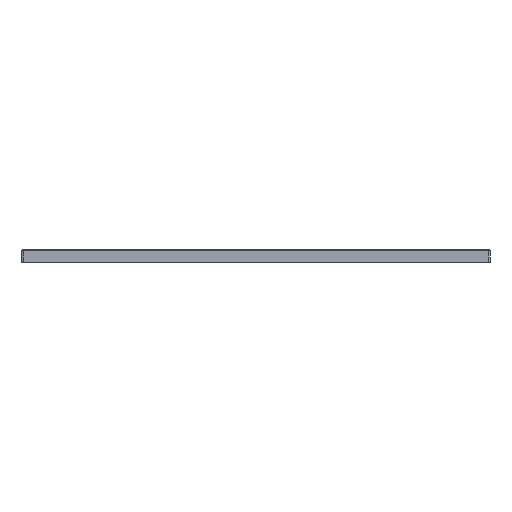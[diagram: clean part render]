
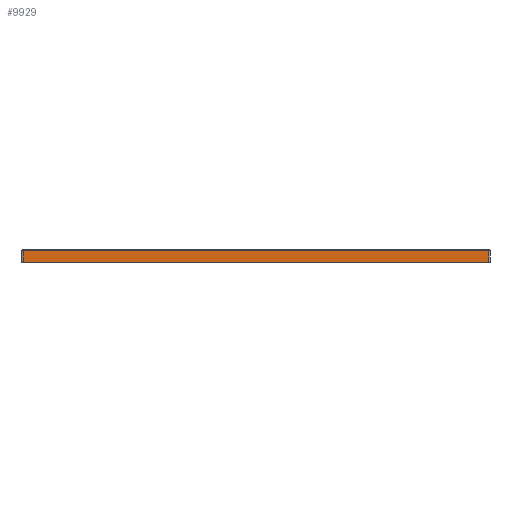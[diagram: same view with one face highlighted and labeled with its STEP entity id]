
A CAD part, front view. The second image highlights one B-rep face of the part: STEP entity #9929.
In plain terms, the highlighted planar face has unit normal (0, -1, 0).
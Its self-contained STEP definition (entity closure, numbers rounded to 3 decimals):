
#298 = EDGE_CURVE ( 'NONE', #3575, #9867, #10302, .T. ) ;
#912 = CARTESIAN_POINT ( 'NONE',  ( 127.5, -191.7, 4.6 ) ) ;
#1554 = DIRECTION ( 'NONE',  ( 0., 1., 0. ) ) ;
#2275 = ORIENTED_EDGE ( 'NONE', *, *, #5074, .T. ) ;
#2549 = PLANE ( 'NONE',  #8323 ) ;
#3217 = CARTESIAN_POINT ( 'NONE',  ( -54.5, -191.7, 4.6 ) ) ;
#3575 = VERTEX_POINT ( 'NONE', #912 ) ;
#3622 = EDGE_LOOP ( 'NONE', ( #12155, #4335, #2275, #7869 ) ) ;
#4283 = DIRECTION ( 'NONE',  ( 0., 0., 1. ) ) ;
#4335 = ORIENTED_EDGE ( 'NONE', *, *, #9665, .T. ) ;
#5074 = EDGE_CURVE ( 'NONE', #7683, #5840, #6376, .T. ) ;
#5270 = CARTESIAN_POINT ( 'NONE',  ( -54.9, -191.7, 4.6 ) ) ;
#5526 = DIRECTION ( 'NONE',  ( 0., 0., 1. ) ) ;
#5840 = VERTEX_POINT ( 'NONE', #11834 ) ;
#6376 = LINE ( 'NONE', #10675, #8182 ) ;
#6577 = CARTESIAN_POINT ( 'NONE',  ( -54.9, -191.7, 5. ) ) ;
#6805 = VECTOR ( 'NONE', #9125, 1000. ) ;
#7175 = EDGE_CURVE ( 'NONE', #5840, #3575, #12508, .T. ) ;
#7567 = FACE_OUTER_BOUND ( 'NONE', #3622, .T. ) ;
#7683 = VERTEX_POINT ( 'NONE', #9072 ) ;
#7748 = LINE ( 'NONE', #11811, #6805 ) ;
#7763 = VECTOR ( 'NONE', #4283, 1000. ) ;
#7869 = ORIENTED_EDGE ( 'NONE', *, *, #7175, .T. ) ;
#8182 = VECTOR ( 'NONE', #11680, 1000. ) ;
#8323 = AXIS2_PLACEMENT_3D ( 'NONE', #6577, #1554, #5526 ) ;
#9072 = CARTESIAN_POINT ( 'NONE',  ( -54.5, -191.7, 0. ) ) ;
#9125 = DIRECTION ( 'NONE',  ( 0., 0., -1. ) ) ;
#9385 = CARTESIAN_POINT ( 'NONE',  ( 127.5, -191.7, 5. ) ) ;
#9665 = EDGE_CURVE ( 'NONE', #9867, #7683, #7748, .T. ) ;
#9867 = VERTEX_POINT ( 'NONE', #3217 ) ;
#9929 = ADVANCED_FACE ( 'NONE', ( #7567 ), #2549, .F. ) ;
#10302 = LINE ( 'NONE', #5270, #11551 ) ;
#10675 = CARTESIAN_POINT ( 'NONE',  ( -54.9, -191.7, 0. ) ) ;
#11375 = DIRECTION ( 'NONE',  ( -1., 0., 0. ) ) ;
#11551 = VECTOR ( 'NONE', #11375, 1000. ) ;
#11680 = DIRECTION ( 'NONE',  ( 1., 0., 0. ) ) ;
#11811 = CARTESIAN_POINT ( 'NONE',  ( -54.5, -191.7, 5. ) ) ;
#11834 = CARTESIAN_POINT ( 'NONE',  ( 127.5, -191.7, 0. ) ) ;
#12155 = ORIENTED_EDGE ( 'NONE', *, *, #298, .T. ) ;
#12508 = LINE ( 'NONE', #9385, #7763 ) ;
